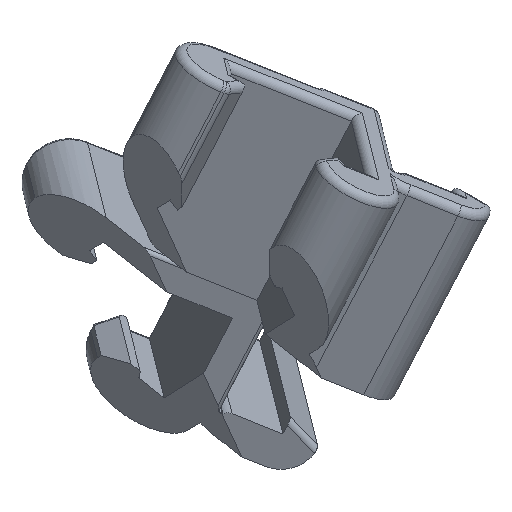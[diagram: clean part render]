
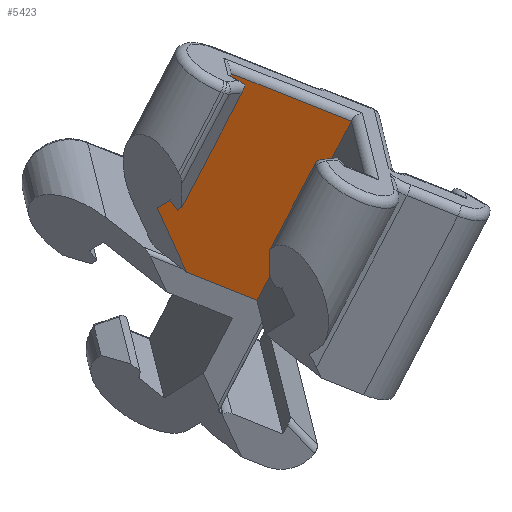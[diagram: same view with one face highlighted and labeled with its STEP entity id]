
A CAD part, left-side view. The second image highlights one B-rep face of the part: STEP entity #5423.
In plain terms, the highlighted face is planar.
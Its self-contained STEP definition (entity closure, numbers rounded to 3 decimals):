
#1 = EDGE_CURVE ( 'NONE', #5282, #1860, #2258, .T. ) ;
#20 = CARTESIAN_POINT ( 'NONE',  ( -15.809, -0.769, 19.748 ) ) ;
#68 = LINE ( 'NONE', #4355, #5228 ) ;
#93 = CARTESIAN_POINT ( 'NONE',  ( -20.489, 6.798, 13.803 ) ) ;
#797 = ORIENTED_EDGE ( 'NONE', *, *, #1156, .F. ) ;
#818 = VECTOR ( 'NONE', #1434, 1000. ) ;
#834 = VECTOR ( 'NONE', #3527, 1000. ) ;
#971 = ORIENTED_EDGE ( 'NONE', *, *, #2211, .T. ) ;
#1018 = ORIENTED_EDGE ( 'NONE', *, *, #1, .T. ) ;
#1132 = EDGE_CURVE ( 'NONE', #5282, #3634, #3552, .T. ) ;
#1156 = EDGE_CURVE ( 'NONE', #3634, #1430, #68, .T. ) ;
#1168 = DIRECTION ( 'NONE',  ( -0.437, -0.707, -0.556 ) ) ;
#1430 = VERTEX_POINT ( 'NONE', #1773 ) ;
#1434 = DIRECTION ( 'NONE',  ( -0.437, 0.707, -0.556 ) ) ;
#1737 = DIRECTION ( 'NONE',  ( -0.437, 0.707, -0.556 ) ) ;
#1773 = CARTESIAN_POINT ( 'NONE',  ( 0., 4.968, 0. ) ) ;
#1860 = VERTEX_POINT ( 'NONE', #4714 ) ;
#2060 = VECTOR ( 'NONE', #3438, 1000. ) ;
#2211 = EDGE_CURVE ( 'NONE', #3203, #1430, #3070, .T. ) ;
#2258 = LINE ( 'NONE', #2285, #818 ) ;
#2285 = CARTESIAN_POINT ( 'NONE',  ( -3.994, -0.769, 10.446 ) ) ;
#2400 = CARTESIAN_POINT ( 'NONE',  ( -6.006, 2.484, 7.89 ) ) ;
#2508 = FACE_OUTER_BOUND ( 'NONE', #3915, .T. ) ;
#2633 = ORIENTED_EDGE ( 'NONE', *, *, #1132, .F. ) ;
#2654 = DIRECTION ( 'NONE',  ( 0.85, -0.526, 0. ) ) ;
#2864 = VECTOR ( 'NONE', #2654, 1000. ) ;
#3070 = LINE ( 'NONE', #4315, #2864 ) ;
#3203 = VERTEX_POINT ( 'NONE', #4038 ) ;
#3438 = DIRECTION ( 'NONE',  ( 0.786, 0., -0.619 ) ) ;
#3527 = DIRECTION ( 'NONE',  ( 0.786, 0., -0.619 ) ) ;
#3552 = LINE ( 'NONE', #4720, #834 ) ;
#3634 = VERTEX_POINT ( 'NONE', #5064 ) ;
#3803 = DIRECTION ( 'NONE',  ( -0.437, 0.707, -0.556 ) ) ;
#3904 = LINE ( 'NONE', #93, #2060 ) ;
#3915 = EDGE_LOOP ( 'NONE', ( #2633, #1018, #5060, #971, #797 ) ) ;
#4038 = CARTESIAN_POINT ( 'NONE',  ( -2.957, 6.798, 0. ) ) ;
#4219 = PLANE ( 'NONE',  #5458 ) ;
#4315 = CARTESIAN_POINT ( 'NONE',  ( -8.867, 10.453, 0. ) ) ;
#4355 = CARTESIAN_POINT ( 'NONE',  ( 3.549, -0.769, 4.508 ) ) ;
#4714 = CARTESIAN_POINT ( 'NONE',  ( -8.674, 6.798, 4.501 ) ) ;
#4720 = CARTESIAN_POINT ( 'NONE',  ( -17.821, 2.484, 17.192 ) ) ;
#4990 = EDGE_CURVE ( 'NONE', #1860, #3203, #3904, .T. ) ;
#5060 = ORIENTED_EDGE ( 'NONE', *, *, #4990, .T. ) ;
#5064 = CARTESIAN_POINT ( 'NONE',  ( 1.537, 2.484, 1.952 ) ) ;
#5228 = VECTOR ( 'NONE', #1737, 1000. ) ;
#5282 = VERTEX_POINT ( 'NONE', #2400 ) ;
#5423 = ADVANCED_FACE ( 'NONE', ( #2508 ), #4219, .T. ) ;
#5458 = AXIS2_PLACEMENT_3D ( 'NONE', #20, #1168, #3803 ) ;
